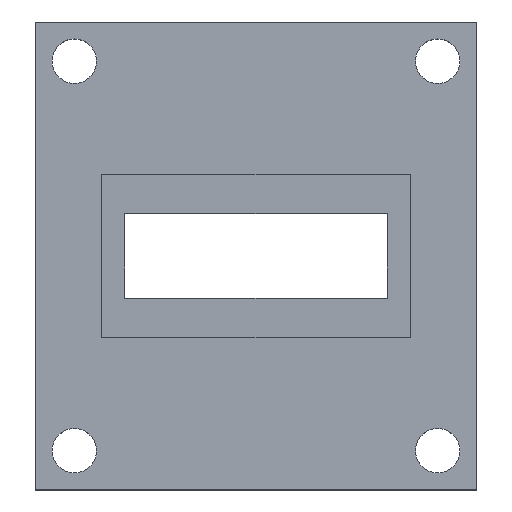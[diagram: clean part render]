
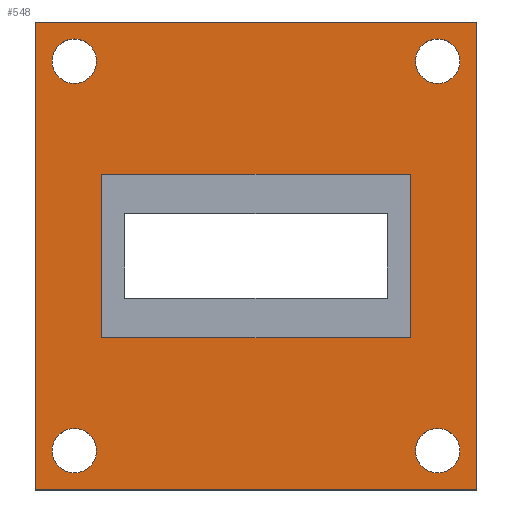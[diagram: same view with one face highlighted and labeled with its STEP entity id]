
A CAD part, top view. The second image highlights one B-rep face of the part: STEP entity #548.
In plain terms, the highlighted planar face has unit normal (0, 0, 1).
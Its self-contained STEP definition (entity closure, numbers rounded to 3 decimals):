
#28=FACE_BOUND('',#110,.T.);
#29=FACE_BOUND('',#111,.T.);
#30=FACE_BOUND('',#112,.T.);
#31=FACE_BOUND('',#113,.T.);
#32=FACE_BOUND('',#114,.T.);
#51=CIRCLE('',#591,1.7);
#53=CIRCLE('',#594,1.7);
#55=CIRCLE('',#597,1.7);
#57=CIRCLE('',#600,1.7);
#76=FACE_OUTER_BOUND('',#109,.T.);
#109=EDGE_LOOP('',(#443,#444,#445,#446));
#110=EDGE_LOOP('',(#447,#448,#449,#450));
#111=EDGE_LOOP('',(#451));
#112=EDGE_LOOP('',(#452));
#113=EDGE_LOOP('',(#453));
#114=EDGE_LOOP('',(#454));
#137=LINE('',#771,#193);
#141=LINE('',#784,#197);
#147=LINE('',#807,#203);
#150=LINE('',#811,#206);
#161=LINE('',#852,#217);
#164=LINE('',#858,#220);
#167=LINE('',#864,#223);
#170=LINE('',#868,#226);
#193=VECTOR('',#623,10.);
#197=VECTOR('',#633,10.);
#203=VECTOR('',#661,10.);
#206=VECTOR('',#666,10.);
#217=VECTOR('',#705,10.);
#220=VECTOR('',#710,10.);
#223=VECTOR('',#715,10.);
#226=VECTOR('',#720,10.);
#249=VERTEX_POINT('',#768);
#250=VERTEX_POINT('',#770);
#255=VERTEX_POINT('',#781);
#256=VERTEX_POINT('',#783);
#267=VERTEX_POINT('',#822);
#269=VERTEX_POINT('',#828);
#271=VERTEX_POINT('',#834);
#273=VERTEX_POINT('',#840);
#277=VERTEX_POINT('',#849);
#278=VERTEX_POINT('',#851);
#280=VERTEX_POINT('',#857);
#282=VERTEX_POINT('',#863);
#297=EDGE_CURVE('',#249,#250,#137,.T.);
#303=EDGE_CURVE('',#255,#256,#141,.T.);
#315=EDGE_CURVE('',#255,#250,#147,.T.);
#318=EDGE_CURVE('',#249,#256,#150,.T.);
#323=EDGE_CURVE('',#267,#267,#51,.T.);
#326=EDGE_CURVE('',#269,#269,#53,.T.);
#329=EDGE_CURVE('',#271,#271,#55,.T.);
#332=EDGE_CURVE('',#273,#273,#57,.T.);
#337=EDGE_CURVE('',#278,#277,#161,.T.);
#340=EDGE_CURVE('',#280,#278,#164,.T.);
#343=EDGE_CURVE('',#282,#280,#167,.T.);
#346=EDGE_CURVE('',#277,#282,#170,.T.);
#443=ORIENTED_EDGE('',*,*,#346,.T.);
#444=ORIENTED_EDGE('',*,*,#343,.T.);
#445=ORIENTED_EDGE('',*,*,#340,.T.);
#446=ORIENTED_EDGE('',*,*,#337,.T.);
#447=ORIENTED_EDGE('',*,*,#315,.T.);
#448=ORIENTED_EDGE('',*,*,#297,.F.);
#449=ORIENTED_EDGE('',*,*,#318,.T.);
#450=ORIENTED_EDGE('',*,*,#303,.F.);
#451=ORIENTED_EDGE('',*,*,#332,.T.);
#452=ORIENTED_EDGE('',*,*,#329,.T.);
#453=ORIENTED_EDGE('',*,*,#326,.T.);
#454=ORIENTED_EDGE('',*,*,#323,.T.);
#520=PLANE('',#606);
#548=ADVANCED_FACE('',(#76,#28,#29,#30,#31,#32),#520,.T.);
#591=AXIS2_PLACEMENT_3D('',#823,#675,#676);
#594=AXIS2_PLACEMENT_3D('',#829,#682,#683);
#597=AXIS2_PLACEMENT_3D('',#835,#689,#690);
#600=AXIS2_PLACEMENT_3D('',#841,#696,#697);
#606=AXIS2_PLACEMENT_3D('',#869,#721,#722);
#623=DIRECTION('',(1.,0.,0.));
#633=DIRECTION('',(-1.,0.,0.));
#661=DIRECTION('',(0.,-1.,0.));
#666=DIRECTION('',(0.,1.,0.));
#675=DIRECTION('center_axis',(0.,0.,-1.));
#676=DIRECTION('ref_axis',(1.,0.,0.));
#682=DIRECTION('center_axis',(0.,0.,-1.));
#683=DIRECTION('ref_axis',(1.,0.,0.));
#689=DIRECTION('center_axis',(0.,0.,-1.));
#690=DIRECTION('ref_axis',(1.,0.,0.));
#696=DIRECTION('center_axis',(0.,0.,-1.));
#697=DIRECTION('ref_axis',(1.,0.,0.));
#705=DIRECTION('',(0.,1.,0.));
#710=DIRECTION('',(1.,0.,0.));
#715=DIRECTION('',(0.,-1.,0.));
#720=DIRECTION('',(-1.,0.,0.));
#721=DIRECTION('center_axis',(0.,0.,1.));
#722=DIRECTION('ref_axis',(1.,0.,0.));
#768=CARTESIAN_POINT('',(-11.8,-6.25,2.));
#770=CARTESIAN_POINT('',(11.8,-6.25,2.));
#771=CARTESIAN_POINT('',(-10.8,-6.25,2.));
#781=CARTESIAN_POINT('',(11.8,6.25,2.));
#783=CARTESIAN_POINT('',(-11.8,6.25,2.));
#784=CARTESIAN_POINT('',(-10.8,6.25,2.));
#807=CARTESIAN_POINT('',(11.8,-4.585,2.));
#811=CARTESIAN_POINT('',(-11.8,4.585,2.));
#822=CARTESIAN_POINT('',(-15.6,-14.9,2.));
#823=CARTESIAN_POINT('Origin',(-13.9,-14.9,2.));
#828=CARTESIAN_POINT('',(12.2,-14.9,2.));
#829=CARTESIAN_POINT('Origin',(13.9,-14.9,2.));
#834=CARTESIAN_POINT('',(-15.6,14.9,2.));
#835=CARTESIAN_POINT('Origin',(-13.9,14.9,2.));
#840=CARTESIAN_POINT('',(12.2,14.9,2.));
#841=CARTESIAN_POINT('Origin',(13.9,14.9,2.));
#849=CARTESIAN_POINT('',(16.9,17.9,2.));
#851=CARTESIAN_POINT('',(16.9,-17.9,2.));
#852=CARTESIAN_POINT('',(16.9,17.9,2.));
#857=CARTESIAN_POINT('',(-16.9,-17.9,2.));
#858=CARTESIAN_POINT('',(16.9,-17.9,2.));
#863=CARTESIAN_POINT('',(-16.9,17.9,2.));
#864=CARTESIAN_POINT('',(-16.9,-17.9,2.));
#868=CARTESIAN_POINT('',(-16.9,17.9,2.));
#869=CARTESIAN_POINT('Origin',(0.,0.,2.));
